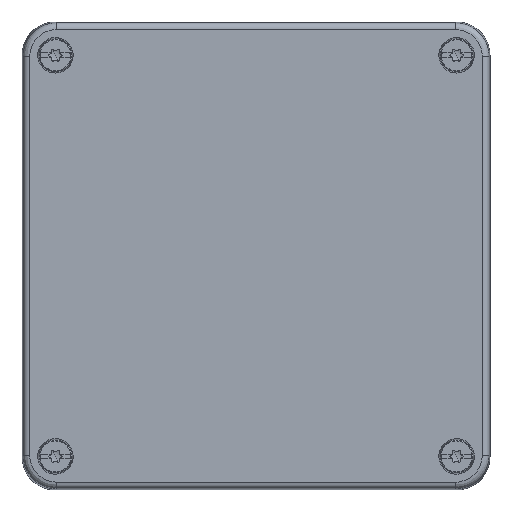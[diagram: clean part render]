
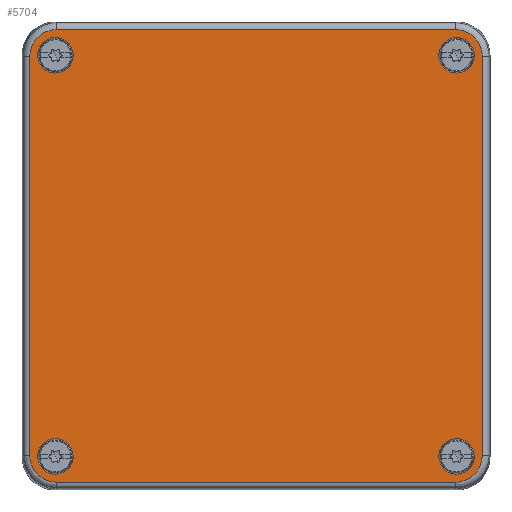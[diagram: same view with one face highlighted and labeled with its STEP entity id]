
A CAD part, top view. The second image highlights one B-rep face of the part: STEP entity #5704.
In plain terms, the highlighted planar face has unit normal (0, 0, 1).
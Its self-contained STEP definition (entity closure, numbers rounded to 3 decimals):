
#5600=AXIS2_PLACEMENT_3D('Plane Axis2P3D',#5597,#5598,#5599) ;
#5634=AXIS2_PLACEMENT_3D('Circle Axis2P3D',#5632,#5633,$) ;
#5643=AXIS2_PLACEMENT_3D('Circle Axis2P3D',#5641,#5642,$) ;
#5652=AXIS2_PLACEMENT_3D('Circle Axis2P3D',#5650,#5651,$) ;
#5661=AXIS2_PLACEMENT_3D('Circle Axis2P3D',#5659,#5660,$) ;
#5670=AXIS2_PLACEMENT_3D('Circle Axis2P3D',#5668,#5669,$) ;
#5679=AXIS2_PLACEMENT_3D('Circle Axis2P3D',#5677,#5678,$) ;
#5688=AXIS2_PLACEMENT_3D('Circle Axis2P3D',#5686,#5687,$) ;
#5697=AXIS2_PLACEMENT_3D('Circle Axis2P3D',#5695,#5696,$) ;
#4944=CARTESIAN_POINT('Vertex',(10.313,137.686,81.)) ;
#4957=CARTESIAN_POINT('Vertex',(2.314,129.687,81.)) ;
#4961=CARTESIAN_POINT('Control Point',(2.314,129.687,81.)) ;
#4962=CARTESIAN_POINT('Control Point',(2.314,130.887,81.)) ;
#4963=CARTESIAN_POINT('Control Point',(2.54,132.088,81.)) ;
#4964=CARTESIAN_POINT('Control Point',(2.99,133.231,81.)) ;
#4965=CARTESIAN_POINT('Control Point',(4.359,135.391,81.)) ;
#4966=CARTESIAN_POINT('Control Point',(6.449,136.878,81.)) ;
#4967=CARTESIAN_POINT('Control Point',(7.688,137.416,81.)) ;
#4968=CARTESIAN_POINT('Control Point',(9.001,137.686,81.)) ;
#4969=CARTESIAN_POINT('Control Point',(10.313,137.686,81.)) ;
#5070=CARTESIAN_POINT('Vertex',(137.686,129.687,81.)) ;
#5083=CARTESIAN_POINT('Vertex',(129.687,137.686,81.)) ;
#5087=CARTESIAN_POINT('Control Point',(129.687,137.686,81.)) ;
#5088=CARTESIAN_POINT('Control Point',(130.887,137.686,81.)) ;
#5089=CARTESIAN_POINT('Control Point',(132.088,137.46,81.)) ;
#5090=CARTESIAN_POINT('Control Point',(133.231,137.01,81.)) ;
#5091=CARTESIAN_POINT('Control Point',(135.391,135.641,81.)) ;
#5092=CARTESIAN_POINT('Control Point',(136.878,133.551,81.)) ;
#5093=CARTESIAN_POINT('Control Point',(137.416,132.312,81.)) ;
#5094=CARTESIAN_POINT('Control Point',(137.686,130.999,81.)) ;
#5095=CARTESIAN_POINT('Control Point',(137.686,129.687,81.)) ;
#5196=CARTESIAN_POINT('Vertex',(129.687,2.314,81.)) ;
#5209=CARTESIAN_POINT('Vertex',(137.686,10.313,81.)) ;
#5213=CARTESIAN_POINT('Control Point',(137.686,10.313,81.)) ;
#5214=CARTESIAN_POINT('Control Point',(137.686,9.113,81.)) ;
#5215=CARTESIAN_POINT('Control Point',(137.46,7.912,81.)) ;
#5216=CARTESIAN_POINT('Control Point',(137.01,6.769,81.)) ;
#5217=CARTESIAN_POINT('Control Point',(135.641,4.609,81.)) ;
#5218=CARTESIAN_POINT('Control Point',(133.551,3.122,81.)) ;
#5219=CARTESIAN_POINT('Control Point',(132.312,2.584,81.)) ;
#5220=CARTESIAN_POINT('Control Point',(130.999,2.314,81.)) ;
#5221=CARTESIAN_POINT('Control Point',(129.687,2.314,81.)) ;
#5322=CARTESIAN_POINT('Vertex',(2.314,10.313,81.)) ;
#5335=CARTESIAN_POINT('Vertex',(10.313,2.314,81.)) ;
#5339=CARTESIAN_POINT('Control Point',(10.313,2.314,81.)) ;
#5340=CARTESIAN_POINT('Control Point',(9.113,2.314,81.)) ;
#5341=CARTESIAN_POINT('Control Point',(7.912,2.54,81.)) ;
#5342=CARTESIAN_POINT('Control Point',(6.769,2.99,81.)) ;
#5343=CARTESIAN_POINT('Control Point',(4.609,4.359,81.)) ;
#5344=CARTESIAN_POINT('Control Point',(3.122,6.449,81.)) ;
#5345=CARTESIAN_POINT('Control Point',(2.584,7.688,81.)) ;
#5346=CARTESIAN_POINT('Control Point',(2.314,9.001,81.)) ;
#5347=CARTESIAN_POINT('Control Point',(2.314,10.313,81.)) ;
#5597=CARTESIAN_POINT('Axis2P3D Location',(70.,70.,81.)) ;
#5602=CARTESIAN_POINT('Line Origine',(70.,137.686,81.)) ;
#5607=CARTESIAN_POINT('Line Origine',(2.314,70.,81.)) ;
#5612=CARTESIAN_POINT('Line Origine',(70.,2.314,81.)) ;
#5617=CARTESIAN_POINT('Line Origine',(137.686,70.,81.)) ;
#5632=CARTESIAN_POINT('Axis2P3D Location',(130.,130.,81.)) ;
#5636=CARTESIAN_POINT('Vertex',(127.459,125.349,81.)) ;
#5638=CARTESIAN_POINT('Vertex',(132.541,134.651,81.)) ;
#5641=CARTESIAN_POINT('Axis2P3D Location',(130.,130.,81.)) ;
#5650=CARTESIAN_POINT('Axis2P3D Location',(130.,10.,81.)) ;
#5654=CARTESIAN_POINT('Vertex',(132.541,14.651,81.)) ;
#5656=CARTESIAN_POINT('Vertex',(127.459,5.349,81.)) ;
#5659=CARTESIAN_POINT('Axis2P3D Location',(130.,10.,81.)) ;
#5668=CARTESIAN_POINT('Axis2P3D Location',(10.,130.,81.)) ;
#5672=CARTESIAN_POINT('Vertex',(12.541,134.651,81.)) ;
#5674=CARTESIAN_POINT('Vertex',(7.459,125.349,81.)) ;
#5677=CARTESIAN_POINT('Axis2P3D Location',(10.,130.,81.)) ;
#5686=CARTESIAN_POINT('Axis2P3D Location',(10.,10.,81.)) ;
#5690=CARTESIAN_POINT('Vertex',(12.541,14.651,81.)) ;
#5692=CARTESIAN_POINT('Vertex',(7.459,5.349,81.)) ;
#5695=CARTESIAN_POINT('Axis2P3D Location',(10.,10.,81.)) ;
#5598=DIRECTION('Axis2P3D Direction',(0.,-0.,1.)) ;
#5599=DIRECTION('Axis2P3D XDirection',(1.,0.,0.)) ;
#5603=DIRECTION('Vector Direction',(1.,0.,0.)) ;
#5608=DIRECTION('Vector Direction',(0.,1.,0.)) ;
#5613=DIRECTION('Vector Direction',(-1.,0.,0.)) ;
#5618=DIRECTION('Vector Direction',(0.,-1.,0.)) ;
#5633=DIRECTION('Axis2P3D Direction',(0.,-0.,1.)) ;
#5642=DIRECTION('Axis2P3D Direction',(0.,-0.,1.)) ;
#5651=DIRECTION('Axis2P3D Direction',(0.,-0.,1.)) ;
#5660=DIRECTION('Axis2P3D Direction',(0.,-0.,1.)) ;
#5669=DIRECTION('Axis2P3D Direction',(0.,-0.,1.)) ;
#5678=DIRECTION('Axis2P3D Direction',(0.,-0.,1.)) ;
#5687=DIRECTION('Axis2P3D Direction',(0.,-0.,1.)) ;
#5696=DIRECTION('Axis2P3D Direction',(0.,-0.,1.)) ;
#5604=VECTOR('Line Direction',#5603,1.) ;
#5609=VECTOR('Line Direction',#5608,1.) ;
#5614=VECTOR('Line Direction',#5613,1.) ;
#5619=VECTOR('Line Direction',#5618,1.) ;
#5623=ORIENTED_EDGE('',*,*,#5606,.T.) ;
#5624=ORIENTED_EDGE('',*,*,#4970,.T.) ;
#5625=ORIENTED_EDGE('',*,*,#5611,.T.) ;
#5626=ORIENTED_EDGE('',*,*,#5348,.T.) ;
#5627=ORIENTED_EDGE('',*,*,#5616,.T.) ;
#5628=ORIENTED_EDGE('',*,*,#5222,.T.) ;
#5629=ORIENTED_EDGE('',*,*,#5621,.T.) ;
#5630=ORIENTED_EDGE('',*,*,#5096,.T.) ;
#5647=ORIENTED_EDGE('',*,*,#5640,.T.) ;
#5648=ORIENTED_EDGE('',*,*,#5645,.T.) ;
#5665=ORIENTED_EDGE('',*,*,#5658,.T.) ;
#5666=ORIENTED_EDGE('',*,*,#5663,.T.) ;
#5683=ORIENTED_EDGE('',*,*,#5676,.T.) ;
#5684=ORIENTED_EDGE('',*,*,#5681,.T.) ;
#5701=ORIENTED_EDGE('',*,*,#5694,.T.) ;
#5702=ORIENTED_EDGE('',*,*,#5699,.T.) ;
#5649=FACE_BOUND('',#5646,.T.) ;
#5667=FACE_BOUND('',#5664,.T.) ;
#5685=FACE_BOUND('',#5682,.T.) ;
#5703=FACE_BOUND('',#5700,.T.) ;
#5704=ADVANCED_FACE('77015_K42_Oberteil.1\\K\X2\00F6\X0\rper.2',(#5631,#5649,#5667,#5685,#5703),#5601,.T.) ;
#4960=B_SPLINE_CURVE_WITH_KNOTS('',5,(#4961,#4962,#4963,#4964,#4965,#4966,#4967,#4968,#4969),.UNSPECIFIED.,.F.,.U.,(6,3,6),(30.181,37.19,44.855),.UNSPECIFIED.) ;
#5086=B_SPLINE_CURVE_WITH_KNOTS('',5,(#5087,#5088,#5089,#5090,#5091,#5092,#5093,#5094,#5095),.UNSPECIFIED.,.F.,.U.,(6,3,6),(30.181,37.19,44.855),.UNSPECIFIED.) ;
#5212=B_SPLINE_CURVE_WITH_KNOTS('',5,(#5213,#5214,#5215,#5216,#5217,#5218,#5219,#5220,#5221),.UNSPECIFIED.,.F.,.U.,(6,3,6),(30.181,37.19,44.855),.UNSPECIFIED.) ;
#5338=B_SPLINE_CURVE_WITH_KNOTS('',5,(#5339,#5340,#5341,#5342,#5343,#5344,#5345,#5346,#5347),.UNSPECIFIED.,.F.,.U.,(6,3,6),(30.181,37.19,44.855),.UNSPECIFIED.) ;
#5635=CIRCLE('generated circle',#5634,5.3) ;
#5644=CIRCLE('generated circle',#5643,5.3) ;
#5653=CIRCLE('generated circle',#5652,5.3) ;
#5662=CIRCLE('generated circle',#5661,5.3) ;
#5671=CIRCLE('generated circle',#5670,5.3) ;
#5680=CIRCLE('generated circle',#5679,5.3) ;
#5689=CIRCLE('generated circle',#5688,5.3) ;
#5698=CIRCLE('generated circle',#5697,5.3) ;
#4970=EDGE_CURVE('',#4945,#4958,#4960,.F.) ;
#5096=EDGE_CURVE('',#5071,#5084,#5086,.F.) ;
#5222=EDGE_CURVE('',#5197,#5210,#5212,.F.) ;
#5348=EDGE_CURVE('',#5323,#5336,#5338,.F.) ;
#5606=EDGE_CURVE('',#5084,#4945,#5605,.F.) ;
#5611=EDGE_CURVE('',#4958,#5323,#5610,.F.) ;
#5616=EDGE_CURVE('',#5336,#5197,#5615,.F.) ;
#5621=EDGE_CURVE('',#5210,#5071,#5620,.F.) ;
#5640=EDGE_CURVE('',#5637,#5639,#5635,.F.) ;
#5645=EDGE_CURVE('',#5639,#5637,#5644,.F.) ;
#5658=EDGE_CURVE('',#5655,#5657,#5653,.F.) ;
#5663=EDGE_CURVE('',#5657,#5655,#5662,.F.) ;
#5676=EDGE_CURVE('',#5673,#5675,#5671,.F.) ;
#5681=EDGE_CURVE('',#5675,#5673,#5680,.F.) ;
#5694=EDGE_CURVE('',#5691,#5693,#5689,.F.) ;
#5699=EDGE_CURVE('',#5693,#5691,#5698,.F.) ;
#5622=EDGE_LOOP('',(#5623,#5624,#5625,#5626,#5627,#5628,#5629,#5630)) ;
#5646=EDGE_LOOP('',(#5647,#5648)) ;
#5664=EDGE_LOOP('',(#5665,#5666)) ;
#5682=EDGE_LOOP('',(#5683,#5684)) ;
#5700=EDGE_LOOP('',(#5701,#5702)) ;
#5631=FACE_OUTER_BOUND('',#5622,.T.) ;
#5605=LINE('Line',#5602,#5604) ;
#5610=LINE('Line',#5607,#5609) ;
#5615=LINE('Line',#5612,#5614) ;
#5620=LINE('Line',#5617,#5619) ;
#5601=PLANE('',#5600) ;
#4945=VERTEX_POINT('',#4944) ;
#4958=VERTEX_POINT('',#4957) ;
#5071=VERTEX_POINT('',#5070) ;
#5084=VERTEX_POINT('',#5083) ;
#5197=VERTEX_POINT('',#5196) ;
#5210=VERTEX_POINT('',#5209) ;
#5323=VERTEX_POINT('',#5322) ;
#5336=VERTEX_POINT('',#5335) ;
#5637=VERTEX_POINT('',#5636) ;
#5639=VERTEX_POINT('',#5638) ;
#5655=VERTEX_POINT('',#5654) ;
#5657=VERTEX_POINT('',#5656) ;
#5673=VERTEX_POINT('',#5672) ;
#5675=VERTEX_POINT('',#5674) ;
#5691=VERTEX_POINT('',#5690) ;
#5693=VERTEX_POINT('',#5692) ;
